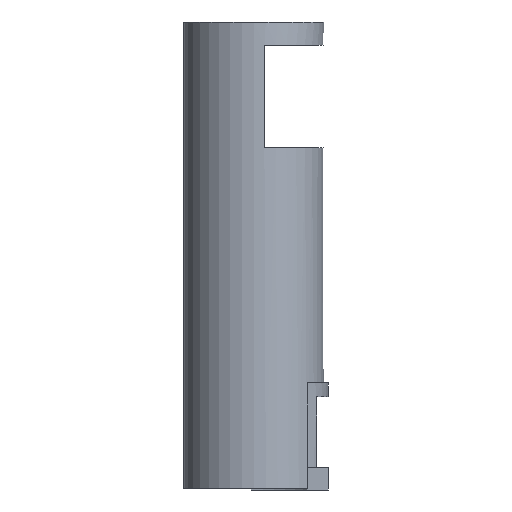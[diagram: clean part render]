
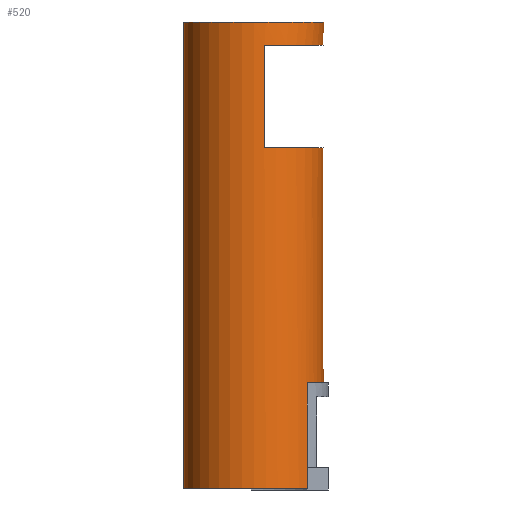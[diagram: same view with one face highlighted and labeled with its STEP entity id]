
A CAD part, left-side view. The second image highlights one B-rep face of the part: STEP entity #520.
In plain terms, the highlighted cylindrical face has radius 75.025 mm (diameter 150.05 mm), a full revolution.
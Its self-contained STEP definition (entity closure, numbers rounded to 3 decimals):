
#25=FACE_BOUND('',#107,.T.);
#26=FACE_BOUND('',#108,.T.);
#75=FACE_OUTER_BOUND('',#106,.T.);
#106=EDGE_LOOP('',(#476,#477,#478,#479));
#107=EDGE_LOOP('',(#480,#481,#482,#483));
#108=EDGE_LOOP('',(#484,#485,#486,#487));
#143=LINE('',#833,#191);
#147=LINE('',#845,#195);
#152=LINE('',#863,#200);
#156=LINE('',#870,#204);
#158=LINE('',#886,#206);
#191=VECTOR('',#680,10.);
#195=VECTOR('',#692,10.);
#200=VECTOR('',#711,10.);
#204=VECTOR('',#717,10.);
#206=VECTOR('',#739,75.025);
#219=CIRCLE('',#571,75.025);
#221=CIRCLE('',#575,75.025);
#223=CIRCLE('',#578,75.025);
#225=CIRCLE('',#583,75.025);
#226=CIRCLE('',#585,75.025);
#229=CIRCLE('',#590,75.025);
#259=VERTEX_POINT('',#830);
#260=VERTEX_POINT('',#832);
#262=VERTEX_POINT('',#838);
#264=VERTEX_POINT('',#844);
#267=VERTEX_POINT('',#854);
#268=VERTEX_POINT('',#856);
#270=VERTEX_POINT('',#862);
#272=VERTEX_POINT('',#868);
#273=VERTEX_POINT('',#875);
#276=VERTEX_POINT('',#884);
#320=EDGE_CURVE('',#260,#259,#143,.T.);
#323=EDGE_CURVE('',#262,#260,#219,.T.);
#326=EDGE_CURVE('',#264,#262,#147,.T.);
#329=EDGE_CURVE('',#259,#264,#221,.T.);
#332=EDGE_CURVE('',#268,#267,#223,.T.);
#335=EDGE_CURVE('',#270,#268,#152,.T.);
#339=EDGE_CURVE('',#267,#272,#156,.T.);
#341=EDGE_CURVE('',#272,#270,#225,.T.);
#342=EDGE_CURVE('',#273,#273,#226,.T.);
#346=EDGE_CURVE('',#276,#276,#229,.T.);
#347=EDGE_CURVE('',#276,#273,#158,.T.);
#476=ORIENTED_EDGE('',*,*,#346,.F.);
#477=ORIENTED_EDGE('',*,*,#347,.T.);
#478=ORIENTED_EDGE('',*,*,#342,.F.);
#479=ORIENTED_EDGE('',*,*,#347,.F.);
#480=ORIENTED_EDGE('',*,*,#326,.T.);
#481=ORIENTED_EDGE('',*,*,#323,.T.);
#482=ORIENTED_EDGE('',*,*,#320,.T.);
#483=ORIENTED_EDGE('',*,*,#329,.T.);
#484=ORIENTED_EDGE('',*,*,#335,.T.);
#485=ORIENTED_EDGE('',*,*,#332,.T.);
#486=ORIENTED_EDGE('',*,*,#339,.T.);
#487=ORIENTED_EDGE('',*,*,#341,.T.);
#494=CYLINDRICAL_SURFACE('',#589,75.025);
#520=ADVANCED_FACE('',(#75,#25,#26),#494,.T.);
#571=AXIS2_PLACEMENT_3D('',#839,#686,#687);
#575=AXIS2_PLACEMENT_3D('',#849,#698,#699);
#578=AXIS2_PLACEMENT_3D('',#857,#705,#706);
#583=AXIS2_PLACEMENT_3D('',#873,#722,#723);
#585=AXIS2_PLACEMENT_3D('',#876,#726,#727);
#589=AXIS2_PLACEMENT_3D('',#883,#735,#736);
#590=AXIS2_PLACEMENT_3D('',#885,#737,#738);
#680=DIRECTION('',(0.,0.,1.));
#686=DIRECTION('center_axis',(0.,0.,-1.));
#687=DIRECTION('ref_axis',(1.,0.,0.));
#692=DIRECTION('',(0.,0.,-1.));
#698=DIRECTION('center_axis',(0.,0.,1.));
#699=DIRECTION('ref_axis',(1.,0.,0.));
#705=DIRECTION('center_axis',(0.,0.,1.));
#706=DIRECTION('ref_axis',(1.,0.,0.));
#711=DIRECTION('',(0.,0.,1.));
#717=DIRECTION('',(0.,0.,-1.));
#722=DIRECTION('center_axis',(0.,0.,-1.));
#723=DIRECTION('ref_axis',(1.,0.,0.));
#726=DIRECTION('center_axis',(0.,0.,-1.));
#727=DIRECTION('ref_axis',(1.,0.,0.));
#735=DIRECTION('center_axis',(0.,0.,1.));
#736=DIRECTION('ref_axis',(1.,0.,0.));
#737=DIRECTION('center_axis',(0.,0.,1.));
#738=DIRECTION('ref_axis',(1.,0.,0.));
#739=DIRECTION('',(0.,0.,-1.));
#830=CARTESIAN_POINT('',(-32.932,-67.411,-152.));
#832=CARTESIAN_POINT('',(-32.932,-67.411,-228.));
#833=CARTESIAN_POINT('',(-32.932,-67.411,0.));
#838=CARTESIAN_POINT('',(73.991,-12.411,-228.));
#839=CARTESIAN_POINT('Origin',(0.,0.,-228.));
#844=CARTESIAN_POINT('',(73.991,-12.411,-152.));
#845=CARTESIAN_POINT('',(73.991,-12.411,0.));
#849=CARTESIAN_POINT('Origin',(0.,0.,-152.));
#854=CARTESIAN_POINT('',(74.135,-11.525,225.));
#856=CARTESIAN_POINT('',(-74.135,-11.525,225.));
#857=CARTESIAN_POINT('Origin',(0.,0.,225.));
#862=CARTESIAN_POINT('',(-74.135,-11.525,115.));
#863=CARTESIAN_POINT('',(-74.135,-11.525,0.));
#868=CARTESIAN_POINT('',(74.135,-11.525,115.));
#870=CARTESIAN_POINT('',(74.135,-11.525,0.));
#873=CARTESIAN_POINT('Origin',(0.,0.,115.));
#875=CARTESIAN_POINT('',(-75.025,0.,-250.));
#876=CARTESIAN_POINT('Origin',(0.,0.,-250.));
#883=CARTESIAN_POINT('Origin',(0.,0.,0.));
#884=CARTESIAN_POINT('',(-75.025,0.,250.));
#885=CARTESIAN_POINT('Origin',(0.,0.,250.));
#886=CARTESIAN_POINT('',(-75.025,0.,0.));
